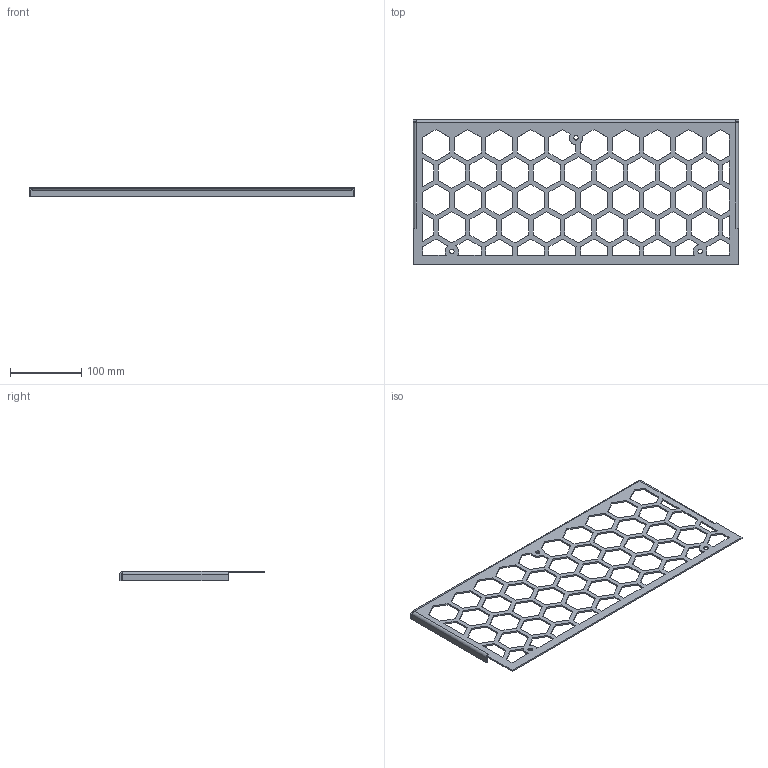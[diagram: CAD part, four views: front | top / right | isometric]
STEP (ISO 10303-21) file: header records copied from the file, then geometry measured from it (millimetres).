
FILE_DESCRIPTION(/* description */ ('STEP AP242','CAx-IF Rec.Pracs.---Representation and Presentation of Product Manufacturing Information (PMI)---4.0---2014-10-13','CAx-IF Rec.Pracs.---3D Tessellated Geometry---0.4---2014-09-14','2;1'),/* implementation_level */ '2;1');
FILE_NAME(/* name */ '669e75f166fe196d2b5e73a9',/* time_stamp */ '2024-07-22T15:08:34Z',/* author */ (''),/* organization */ (''),/* preprocessor_version */ 'ST-DEVELOPER v20',/* originating_system */ ' ',/* authorisation */ ' ');
FILE_SCHEMA (('AP242_MANAGED_MODEL_BASED_3D_ENGINEERING_MIM_LF { 1 0 10303 442 1 1 4 }'));
Length unit declared in the file: metre
Products named in the file (1): Part 1
Bounding box: 457.2 x 203.2 x 12.7 mm (x, y, z)
Volume: 91063.4 mm3; surface area: 105557 mm2
Topology: 1 solids, 1 shells, 335 faces, 977 edges, 644 vertices
Faces by surface type: plane 321, cylinder 14
Full cylindrical faces by diameter (mm): 6.35 x3
Entity records: 11072 total; most frequent: CARTESIAN_POINT 1954, ORIENTED_EDGE 1948, DIRECTION 1676, EDGE_CURVE 974, LINE 944, VECTOR 944, VERTEX_POINT 644, EDGE_LOOP 448
